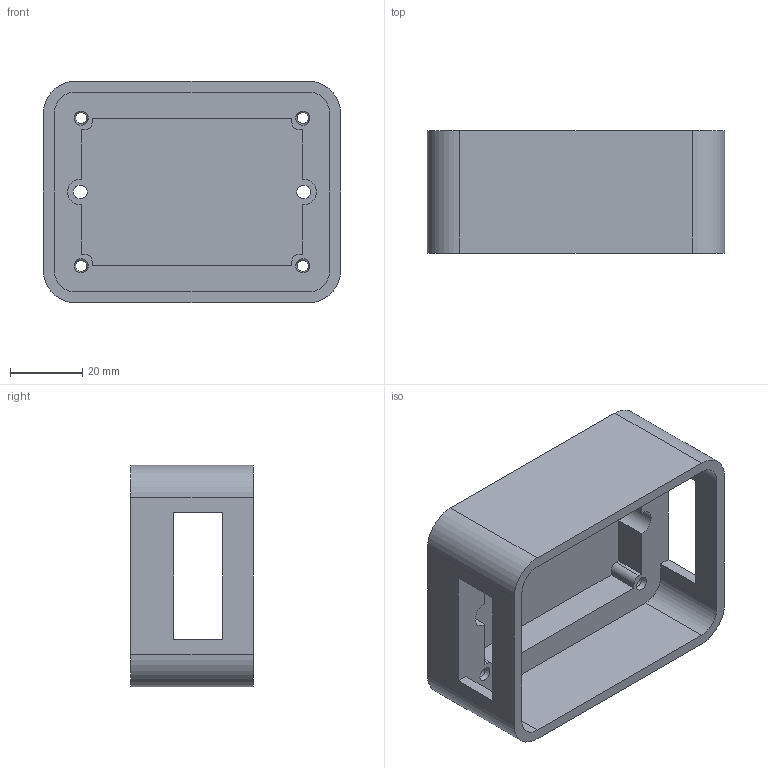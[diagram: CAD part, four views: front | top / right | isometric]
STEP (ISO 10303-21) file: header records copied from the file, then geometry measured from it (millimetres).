
FILE_DESCRIPTION(/* description */ (''),/* implementation_level */ '2;1');
FILE_NAME(/* name */ 'battery_switchover_base.step',/* time_stamp */ '2025-04-15T01:53:20-07:00',/* author */ (''),/* organization */ (''),/* preprocessor_version */ 'ST-DEVELOPER v20.1',/* originating_system */ 'Autodesk Translation Framework v14.4.0.0',/* authorisation */ '');
FILE_SCHEMA (('AUTOMOTIVE_DESIGN { 1 0 10303 214 3 1 1 }'));
Length unit declared in the file: millimetre
Products named in the file (1): battery_switchover
Bounding box: 82.5 x 34 x 61.5 mm (x, y, z)
Volume: 51366.6 mm3; surface area: 25856.6 mm2
Topology: 1 solids, 1 shells, 56 faces, 162 edges, 108 vertices
Faces by surface type: plane 32, cylinder 20, cone 4
Full cylindrical faces by diameter (mm): 3.1 x4, 3.8 x2
Entity records: 1926 total; most frequent: CARTESIAN_POINT 327, ORIENTED_EDGE 324, DIRECTION 324, EDGE_CURVE 162, LINE 114, VECTOR 114, VERTEX_POINT 108, AXIS2_PLACEMENT_3D 105
